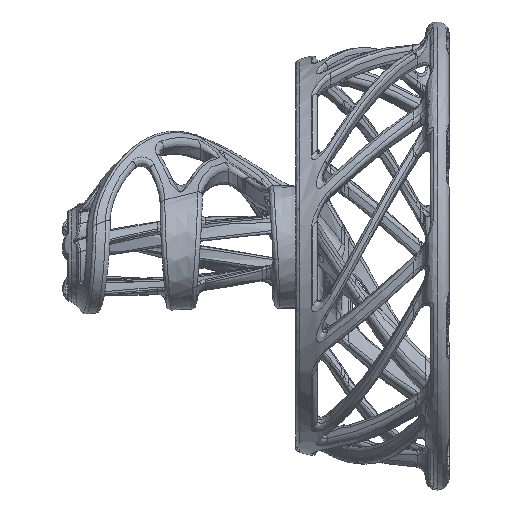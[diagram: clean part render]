
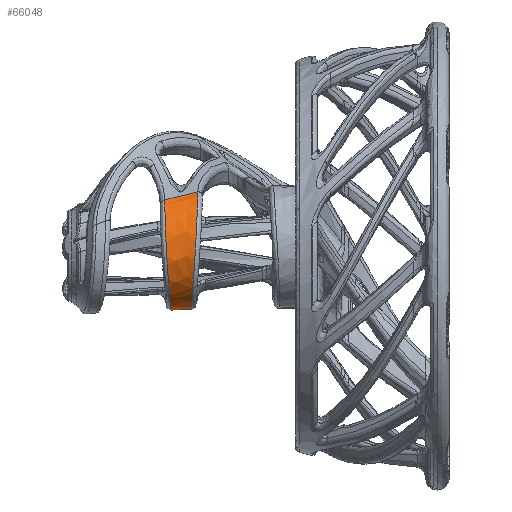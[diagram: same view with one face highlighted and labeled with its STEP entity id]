
A CAD part, front view. The second image highlights one B-rep face of the part: STEP entity #66048.
In plain terms, the highlighted free-form (B-spline) face has degree [3, 3] with [12, 4] control points.
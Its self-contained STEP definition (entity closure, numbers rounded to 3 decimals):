
#65528 = VERTEX_POINT('',#65529);
#65529 = CARTESIAN_POINT('',(-23.701,-6.259,
    13.632));
#65538 = EDGE_CURVE('',#65528,#65539,#65541,.T.);
#65539 = VERTEX_POINT('',#65540);
#65540 = CARTESIAN_POINT('',(-24.764,-10.802,
    -6.867));
#65541 = B_SPLINE_CURVE_WITH_KNOTS('',3,(#65542,#65543,#65544,#65545,
    #65546,#65547,#65548,#65549),.UNSPECIFIED.,.F.,.F.,(4,2,1,1,4),(0.,
    0.551,1.102,1.654,2.205),
  .UNSPECIFIED.);
#65542 = CARTESIAN_POINT('',(-23.701,-6.259,
    13.632));
#65543 = CARTESIAN_POINT('',(-23.701,-8.066,
    12.802));
#65544 = CARTESIAN_POINT('',(-23.728,-9.69,
    11.545));
#65545 = CARTESIAN_POINT('',(-23.834,-12.238,
    8.43));
#65546 = CARTESIAN_POINT('',(-23.992,-14.056,
    4.694));
#65547 = CARTESIAN_POINT('',(-24.348,-14.025,
    -1.576));
#65548 = CARTESIAN_POINT('',(-24.627,-12.123,
    -5.315));
#65549 = CARTESIAN_POINT('',(-24.764,-10.802,
    -6.867));
#65608 = EDGE_CURVE('',#65539,#65609,#65611,.T.);
#65609 = VERTEX_POINT('',#65610);
#65610 = CARTESIAN_POINT('',(-25.055,5.125,
    -10.015));
#65611 = B_SPLINE_CURVE_WITH_KNOTS('',3,(#65612,#65613,#65614,#65615,
    #65616),.UNSPECIFIED.,.F.,.F.,(4,1,4),(0.,0.804,
    1.608),.QUASI_UNIFORM_KNOTS.);
#65612 = CARTESIAN_POINT('',(-24.764,-10.802,
    -6.867));
#65613 = CARTESIAN_POINT('',(-24.964,-8.876,
    -9.131));
#65614 = CARTESIAN_POINT('',(-25.102,-3.498,
    -12.2));
#65615 = CARTESIAN_POINT('',(-25.055,2.542,
    -11.337));
#65616 = CARTESIAN_POINT('',(-25.055,5.125,
    -10.015));
#65988 = EDGE_CURVE('',#65989,#65609,#65991,.T.);
#65989 = VERTEX_POINT('',#65990);
#65990 = CARTESIAN_POINT('',(-29.358,6.428,
    -9.233));
#65991 = B_SPLINE_CURVE_WITH_KNOTS('',3,(#65992,#65993,#65994,#65995),
  .UNSPECIFIED.,.F.,.F.,(4,4),(0.,1.),.PIECEWISE_BEZIER_KNOTS.);
#65992 = CARTESIAN_POINT('',(-29.358,6.428,
    -9.233));
#65993 = CARTESIAN_POINT('',(-27.924,6.012,
    -9.523));
#65994 = CARTESIAN_POINT('',(-26.49,5.576,
    -9.784));
#65995 = CARTESIAN_POINT('',(-25.055,5.125,
    -10.015));
#66048 = ADVANCED_FACE('',(#66049),#66085,.T.);
#66049 = FACE_BOUND('',#66050,.T.);
#66050 = EDGE_LOOP('',(#66051,#66062,#66063,#66064,#66065,#66074));
#66051 = ORIENTED_EDGE('',*,*,#66052,.F.);
#66052 = EDGE_CURVE('',#65989,#66053,#66055,.T.);
#66053 = VERTEX_POINT('',#66054);
#66054 = CARTESIAN_POINT('',(-29.649,-9.625,
    -8.438));
#66055 = B_SPLINE_CURVE_WITH_KNOTS('',3,(#66056,#66057,#66058,#66059,
    #66060,#66061),.UNSPECIFIED.,.F.,.F.,(4,2,4),(0.,0.804,
    1.608),.UNSPECIFIED.);
#66056 = CARTESIAN_POINT('',(-29.358,6.428,
    -9.233));
#66057 = CARTESIAN_POINT('',(-29.358,4.047,
    -10.891));
#66058 = CARTESIAN_POINT('',(-29.335,1.096,
    -11.726));
#66059 = CARTESIAN_POINT('',(-29.376,-4.683,
    -11.406));
#66060 = CARTESIAN_POINT('',(-29.449,-7.482,
    -10.26));
#66061 = CARTESIAN_POINT('',(-29.649,-9.625,
    -8.438));
#66062 = ORIENTED_EDGE('',*,*,#65988,.T.);
#66063 = ORIENTED_EDGE('',*,*,#65608,.F.);
#66064 = ORIENTED_EDGE('',*,*,#65538,.F.);
#66065 = ORIENTED_EDGE('',*,*,#66066,.F.);
#66066 = EDGE_CURVE('',#66067,#65528,#66069,.T.);
#66067 = VERTEX_POINT('',#66068);
#66068 = CARTESIAN_POINT('',(-30.713,-9.086,
    11.935));
#66069 = B_SPLINE_CURVE_WITH_KNOTS('',3,(#66070,#66071,#66072,#66073),
  .UNSPECIFIED.,.F.,.F.,(4,4),(0.,1.),.PIECEWISE_BEZIER_KNOTS.);
#66070 = CARTESIAN_POINT('',(-30.713,-9.086,
    11.935));
#66071 = CARTESIAN_POINT('',(-28.376,-8.21,
    12.602));
#66072 = CARTESIAN_POINT('',(-26.038,-7.26,
    13.172));
#66073 = CARTESIAN_POINT('',(-23.701,-6.259,
    13.632));
#66074 = ORIENTED_EDGE('',*,*,#66075,.F.);
#66075 = EDGE_CURVE('',#66053,#66067,#66076,.T.);
#66076 = B_SPLINE_CURVE_WITH_KNOTS('',3,(#66077,#66078,#66079,#66080,
    #66081,#66082,#66083,#66084),.UNSPECIFIED.,.F.,.F.,(4,1,2,1,4),(0.,
    0.551,1.102,1.654,2.205),
  .UNSPECIFIED.);
#66077 = CARTESIAN_POINT('',(-29.649,-9.625,
    -8.438));
#66078 = CARTESIAN_POINT('',(-29.787,-11.095,
    -7.189));
#66079 = CARTESIAN_POINT('',(-30.066,-13.482,
    -4.04));
#66080 = CARTESIAN_POINT('',(-30.303,-14.275,
    -0.162));
#66081 = CARTESIAN_POINT('',(-30.501,-14.207,
    3.721));
#66082 = CARTESIAN_POINT('',(-30.658,-13.244,
    7.603));
#66083 = CARTESIAN_POINT('',(-30.713,-10.669,
    10.73));
#66084 = CARTESIAN_POINT('',(-30.713,-9.086,
    11.935));
#66085 = B_SPLINE_SURFACE_WITH_KNOTS('',3,3,(
    (#66086,#66087,#66088,#66089)
    ,(#66090,#66091,#66092,#66093)
    ,(#66094,#66095,#66096,#66097)
    ,(#66098,#66099,#66100,#66101)
    ,(#66102,#66103,#66104,#66105)
    ,(#66106,#66107,#66108,#66109)
    ,(#66110,#66111,#66112,#66113)
    ,(#66114,#66115,#66116,#66117)
    ,(#66118,#66119,#66120,#66121)
    ,(#66122,#66123,#66124,#66125)
    ,(#66126,#66127,#66128,#66129)
    ,(#66130,#66131,#66132,#66133
    )),.UNSPECIFIED.,.F.,.F.,.F.,(4,1,1,1,2,1,1,1,4),(4,4),(0.5,0.563,
    0.625,0.688,0.75,0.813,0.875,0.938,1.),(0.085,
    0.915),.UNSPECIFIED.);
#66086 = CARTESIAN_POINT('',(-30.713,-9.086,
    11.935));
#66087 = CARTESIAN_POINT('',(-28.376,-8.21,
    12.602));
#66088 = CARTESIAN_POINT('',(-26.038,-7.26,
    13.172));
#66089 = CARTESIAN_POINT('',(-23.701,-6.259,
    13.632));
#66090 = CARTESIAN_POINT('',(-30.713,-10.317,
    10.998));
#66091 = CARTESIAN_POINT('',(-28.376,-9.51,
    11.755));
#66092 = CARTESIAN_POINT('',(-26.038,-8.617,
    12.424));
#66093 = CARTESIAN_POINT('',(-23.701,-7.664,
    12.986));
#66094 = CARTESIAN_POINT('',(-30.713,-12.636,
    8.526));
#66095 = CARTESIAN_POINT('',(-28.376,-12.01,
    9.454));
#66096 = CARTESIAN_POINT('',(-26.038,-11.282,
    10.313));
#66097 = CARTESIAN_POINT('',(-23.701,-10.468,
    11.081));
#66098 = CARTESIAN_POINT('',(-30.713,-14.531,
    3.305));
#66099 = CARTESIAN_POINT('',(-28.376,-14.288,
    4.372));
#66100 = CARTESIAN_POINT('',(-26.038,-13.927,
    5.413));
#66101 = CARTESIAN_POINT('',(-23.701,-13.457,
    6.401));
#66102 = CARTESIAN_POINT('',(-30.713,-14.094,
    -2.228));
#66103 = CARTESIAN_POINT('',(-28.376,-14.258,
    -1.193));
#66104 = CARTESIAN_POINT('',(-26.038,-14.306,
    -0.14));
#66105 = CARTESIAN_POINT('',(-23.701,-14.24,
    0.905));
#66106 = CARTESIAN_POINT('',(-30.713,-12.516,
    -5.228));
#66107 = CARTESIAN_POINT('',(-28.376,-12.899,
    -4.309));
#66108 = CARTESIAN_POINT('',(-26.038,-13.182,
    -3.348));
#66109 = CARTESIAN_POINT('',(-23.701,-13.356,
    -2.367));
#66110 = CARTESIAN_POINT('',(-30.713,-10.642,
    -7.689));
#66111 = CARTESIAN_POINT('',(-28.376,-11.207,
    -6.908));
#66112 = CARTESIAN_POINT('',(-26.038,-11.685,
    -6.064));
#66113 = CARTESIAN_POINT('',(-23.701,-12.065,
    -5.178));
#66114 = CARTESIAN_POINT('',(-30.713,-8.17,
    -10.009));
#66115 = CARTESIAN_POINT('',(-28.376,-8.905,
    -9.409));
#66116 = CARTESIAN_POINT('',(-26.038,-9.574,
    -8.728));
#66117 = CARTESIAN_POINT('',(-23.701,-10.16,
    -7.982));
#66118 = CARTESIAN_POINT('',(-30.713,-2.949,
    -11.903));
#66119 = CARTESIAN_POINT('',(-28.376,-3.823,
    -11.686));
#66120 = CARTESIAN_POINT('',(-26.038,-4.674,
    -11.373));
#66121 = CARTESIAN_POINT('',(-23.701,-5.479,
    -10.971));
#66122 = CARTESIAN_POINT('',(-30.713,2.584,
    -11.466));
#66123 = CARTESIAN_POINT('',(-28.376,1.742,
    -11.656));
#66124 = CARTESIAN_POINT('',(-26.038,0.88,
    -11.752));
#66125 = CARTESIAN_POINT('',(-23.701,0.016,
    -11.754));
#66126 = CARTESIAN_POINT('',(-30.713,5.584,
    -9.888));
#66127 = CARTESIAN_POINT('',(-28.376,4.859,
    -10.297));
#66128 = CARTESIAN_POINT('',(-26.038,4.086,
    -10.628));
#66129 = CARTESIAN_POINT('',(-23.701,3.288,
    -10.869));
#66130 = CARTESIAN_POINT('',(-30.713,6.815,
    -8.951));
#66131 = CARTESIAN_POINT('',(-28.376,6.157,
    -9.451));
#66132 = CARTESIAN_POINT('',(-26.038,5.445,
    -9.879));
#66133 = CARTESIAN_POINT('',(-23.701,4.694,
    -10.224));
